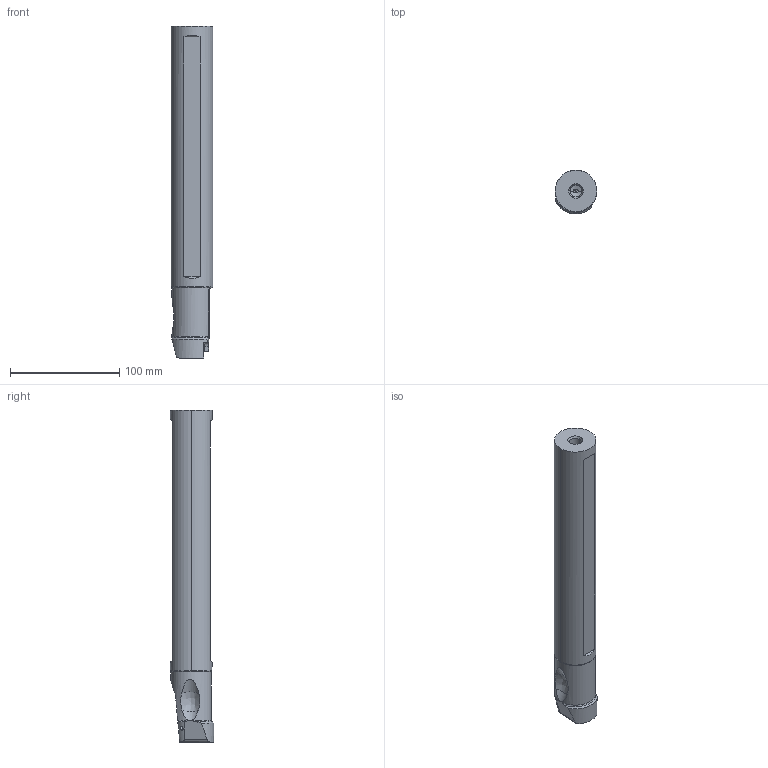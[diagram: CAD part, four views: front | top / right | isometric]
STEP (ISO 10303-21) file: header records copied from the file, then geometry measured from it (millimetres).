
FILE_DESCRIPTION(/* description */ (''),/* implementation_level */ '2;1');
FILE_NAME(/* name */ 'GYDLUS24T90D_M20R.stp',/* time_stamp */ '2017-01-13T13:09:03+09:00',/* author */ (''),/* organization */ (''),/* preprocessor_version */ 'ST-DEVELOPER v16',/* originating_system */ 'SIEMENS PLM Software NX 10.0',/* authorisation */ '');
FILE_SCHEMA (('AUTOMOTIVE_DESIGN { 1 0 10303 214 3 1 1 1 }'));
Length unit declared in the file: millimetre
Products named in the file (1): GYDLUS24T90D_M20R
Bounding box: 38.1 x 39.53 x 303.8 mm (x, y, z)
Volume: 292816.1 mm3; surface area: 48326.2 mm2
Topology: 1 solids, 1 shells, 106 faces, 292 edges, 182 vertices
Faces by surface type: cylinder 42, plane 31, cone 27, torus 4, sphere 1, bspline 1
Entity records: 4215 total; most frequent: CARTESIAN_POINT 1513, ORIENTED_EDGE 566, DIRECTION 557, EDGE_CURVE 283, AXIS2_PLACEMENT_3D 215, VERTEX_POINT 182, LINE 127, VECTOR 127
